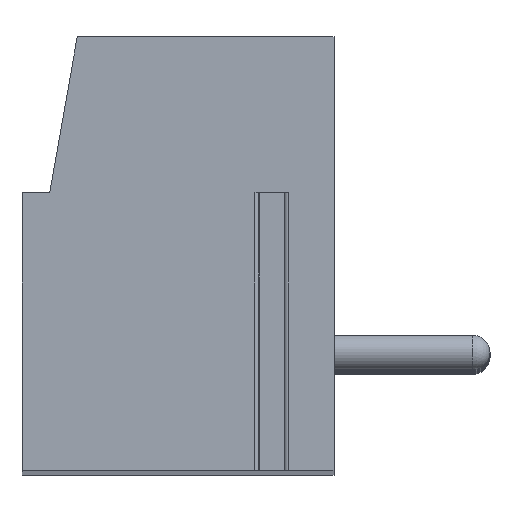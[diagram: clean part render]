
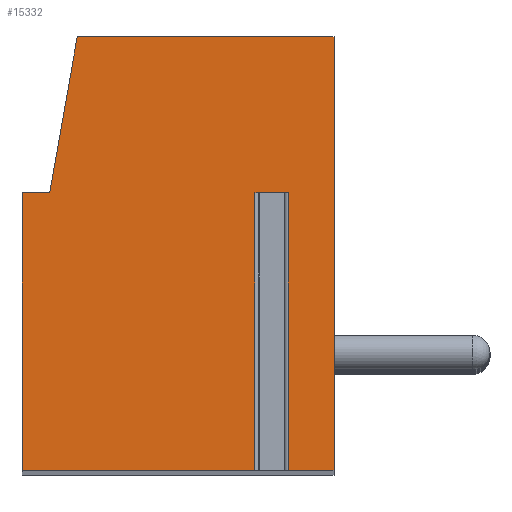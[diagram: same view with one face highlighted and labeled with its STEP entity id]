
A CAD part, top view. The second image highlights one B-rep face of the part: STEP entity #15332.
In plain terms, the highlighted planar face has unit normal (0, 0, 1).
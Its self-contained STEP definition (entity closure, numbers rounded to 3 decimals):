
#13=DIRECTION('',(-1.,0.,0.));
#14=VECTOR('',#13,0.958);
#15=CARTESIAN_POINT('',(3.179,1.75,77.5));
#16=LINE('',#15,#14);
#17=DIRECTION('',(0.,-1.,0.));
#18=VECTOR('',#17,8.);
#19=CARTESIAN_POINT('',(2.221,1.75,77.5));
#20=LINE('',#19,#18);
#21=DIRECTION('',(1.,0.,0.));
#22=VECTOR('',#21,6.721);
#23=CARTESIAN_POINT('',(-4.5,-6.25,77.5));
#24=LINE('',#23,#22);
#25=DIRECTION('',(0.,-1.,0.));
#26=VECTOR('',#25,8.);
#27=CARTESIAN_POINT('',(-4.5,1.75,77.5));
#28=LINE('',#27,#26);
#29=DIRECTION('',(-1.,0.,0.));
#30=VECTOR('',#29,0.8);
#31=CARTESIAN_POINT('',(-3.7,1.75,77.5));
#32=LINE('',#31,#30);
#33=DIRECTION('',(-0.174,-0.985,0.));
#34=VECTOR('',#33,4.569);
#35=CARTESIAN_POINT('',(-2.907,6.25,77.5));
#36=LINE('',#35,#34);
#37=DIRECTION('',(-1.,0.,0.));
#38=VECTOR('',#37,7.407);
#39=CARTESIAN_POINT('',(4.5,6.25,77.5));
#40=LINE('',#39,#38);
#41=DIRECTION('',(0.,1.,0.));
#42=VECTOR('',#41,12.5);
#43=CARTESIAN_POINT('',(4.5,-6.25,77.5));
#44=LINE('',#43,#42);
#45=DIRECTION('',(1.,0.,0.));
#46=VECTOR('',#45,1.321);
#47=CARTESIAN_POINT('',(3.179,-6.25,77.5));
#48=LINE('',#47,#46);
#49=DIRECTION('',(0.,-1.,0.));
#50=VECTOR('',#49,8.);
#51=CARTESIAN_POINT('',(3.179,1.75,77.5));
#52=LINE('',#51,#50);
#12133=CARTESIAN_POINT('',(-2.907,6.25,77.5));
#12134=CARTESIAN_POINT('',(-3.7,1.75,77.5));
#12135=VERTEX_POINT('',#12133);
#12136=VERTEX_POINT('',#12134);
#12137=CARTESIAN_POINT('',(-4.5,1.75,77.5));
#12138=VERTEX_POINT('',#12137);
#12139=CARTESIAN_POINT('',(-4.5,-6.25,77.5));
#12140=VERTEX_POINT('',#12139);
#12141=CARTESIAN_POINT('',(4.5,-6.25,77.5));
#12142=CARTESIAN_POINT('',(4.5,6.25,77.5));
#12143=VERTEX_POINT('',#12141);
#12144=VERTEX_POINT('',#12142);
#12201=CARTESIAN_POINT('',(3.179,1.75,77.5));
#12202=CARTESIAN_POINT('',(2.221,1.75,77.5));
#12203=VERTEX_POINT('',#12201);
#12204=VERTEX_POINT('',#12202);
#12205=CARTESIAN_POINT('',(3.179,-6.25,77.5));
#12206=VERTEX_POINT('',#12205);
#12207=CARTESIAN_POINT('',(2.221,-6.25,77.5));
#12208=VERTEX_POINT('',#12207);
#15305=CARTESIAN_POINT('',(0.,0.,77.5));
#15306=DIRECTION('',(0.,0.,1.));
#15307=DIRECTION('',(1.,0.,0.));
#15308=AXIS2_PLACEMENT_3D('',#15305,#15306,#15307);
#15309=PLANE('',#15308);
#15311=ORIENTED_EDGE('',*,*,#15310,.T.);
#15313=ORIENTED_EDGE('',*,*,#15312,.T.);
#15315=ORIENTED_EDGE('',*,*,#15314,.F.);
#15317=ORIENTED_EDGE('',*,*,#15316,.F.);
#15319=ORIENTED_EDGE('',*,*,#15318,.F.);
#15321=ORIENTED_EDGE('',*,*,#15320,.F.);
#15323=ORIENTED_EDGE('',*,*,#15322,.F.);
#15325=ORIENTED_EDGE('',*,*,#15324,.F.);
#15327=ORIENTED_EDGE('',*,*,#15326,.F.);
#15329=ORIENTED_EDGE('',*,*,#15328,.F.);
#15330=EDGE_LOOP('',(#15311,#15313,#15315,#15317,#15319,#15321,#15323,#15325,
#15327,#15329));
#15331=FACE_OUTER_BOUND('',#15330,.F.);
#15310=EDGE_CURVE('',#12203,#12204,#16,.T.);
#15312=EDGE_CURVE('',#12204,#12208,#20,.T.);
#15314=EDGE_CURVE('',#12140,#12208,#24,.T.);
#15316=EDGE_CURVE('',#12138,#12140,#28,.T.);
#15318=EDGE_CURVE('',#12136,#12138,#32,.T.);
#15320=EDGE_CURVE('',#12135,#12136,#36,.T.);
#15322=EDGE_CURVE('',#12144,#12135,#40,.T.);
#15324=EDGE_CURVE('',#12143,#12144,#44,.T.);
#15326=EDGE_CURVE('',#12206,#12143,#48,.T.);
#15328=EDGE_CURVE('',#12203,#12206,#52,.T.);
#15332=ADVANCED_FACE('',(#15331),#15309,.T.);
